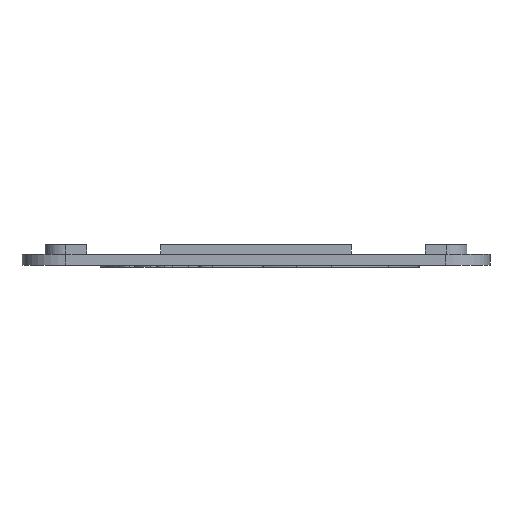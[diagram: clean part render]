
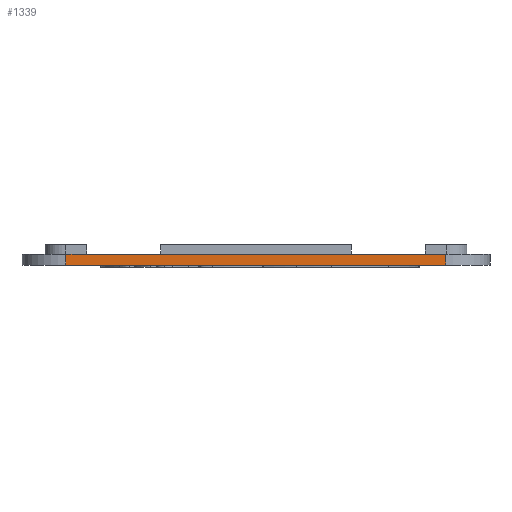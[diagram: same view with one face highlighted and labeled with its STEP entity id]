
A CAD part, left-side view. The second image highlights one B-rep face of the part: STEP entity #1339.
In plain terms, the highlighted planar face has unit normal (-1, 0, 0).
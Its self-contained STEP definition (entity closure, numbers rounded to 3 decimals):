
#1339 = ADVANCED_FACE('',(#1340),#1374,.F.);
#1340 = FACE_BOUND('',#1341,.F.);
#1341 = EDGE_LOOP('',(#1342,#1352,#1360,#1368));
#1342 = ORIENTED_EDGE('',*,*,#1343,.F.);
#1343 = EDGE_CURVE('',#1344,#1346,#1348,.T.);
#1344 = VERTEX_POINT('',#1345);
#1345 = CARTESIAN_POINT('',(-10.54,-5.175,-7.3));
#1346 = VERTEX_POINT('',#1347);
#1347 = CARTESIAN_POINT('',(-10.54,64.49,-7.3));
#1348 = LINE('',#1349,#1350);
#1349 = CARTESIAN_POINT('',(-10.54,-5.175,-7.3));
#1350 = VECTOR('',#1351,1.);
#1351 = DIRECTION('',(0.,1.,0.));
#1352 = ORIENTED_EDGE('',*,*,#1353,.T.);
#1353 = EDGE_CURVE('',#1344,#1354,#1356,.T.);
#1354 = VERTEX_POINT('',#1355);
#1355 = CARTESIAN_POINT('',(-10.54,-5.175,-9.306));
#1356 = LINE('',#1357,#1358);
#1357 = CARTESIAN_POINT('',(-10.54,-5.175,-5.306));
#1358 = VECTOR('',#1359,1.);
#1359 = DIRECTION('',(0.,0.,-1.));
#1360 = ORIENTED_EDGE('',*,*,#1361,.T.);
#1361 = EDGE_CURVE('',#1354,#1362,#1364,.T.);
#1362 = VERTEX_POINT('',#1363);
#1363 = CARTESIAN_POINT('',(-10.54,64.49,-9.306));
#1364 = LINE('',#1365,#1366);
#1365 = CARTESIAN_POINT('',(-10.54,-5.175,-9.306));
#1366 = VECTOR('',#1367,1.);
#1367 = DIRECTION('',(0.,1.,0.));
#1368 = ORIENTED_EDGE('',*,*,#1369,.F.);
#1369 = EDGE_CURVE('',#1346,#1362,#1370,.T.);
#1370 = LINE('',#1371,#1372);
#1371 = CARTESIAN_POINT('',(-10.54,64.49,-5.306));
#1372 = VECTOR('',#1373,1.);
#1373 = DIRECTION('',(0.,0.,-1.));
#1374 = PLANE('',#1375);
#1375 = AXIS2_PLACEMENT_3D('',#1376,#1377,#1378);
#1376 = CARTESIAN_POINT('',(-10.54,-5.175,-5.306));
#1377 = DIRECTION('',(1.,0.,0.));
#1378 = DIRECTION('',(-0.,1.,0.));
